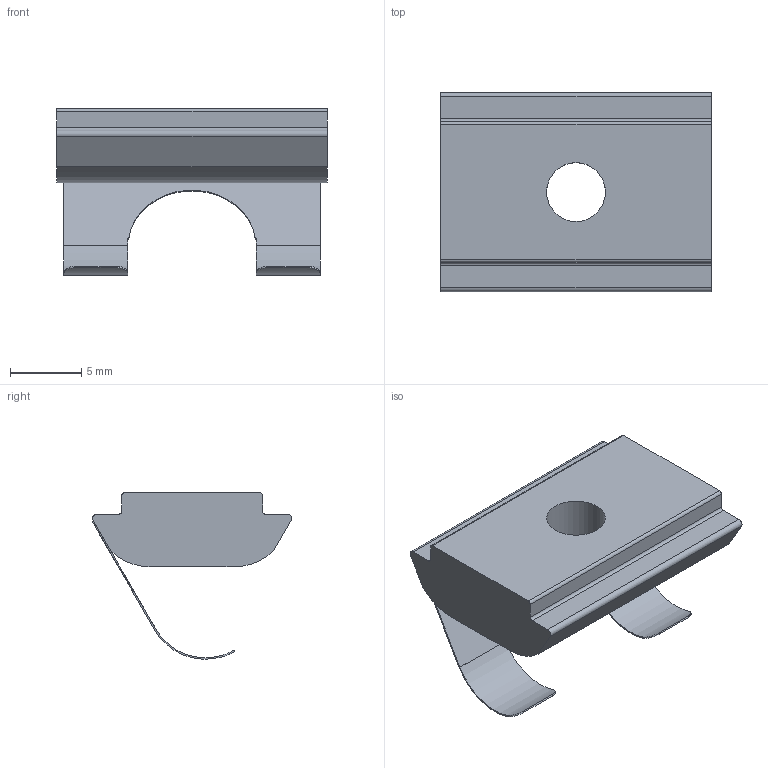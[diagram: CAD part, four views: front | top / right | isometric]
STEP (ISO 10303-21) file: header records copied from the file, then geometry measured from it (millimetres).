
FILE_DESCRIPTION(/* description */ ('STEP AP214'),/* implementation_level */ '2;1');
FILE_NAME(/* name */ '096165F',/* time_stamp */ '2022-09-01T14:07:36+02:00',/* author */ ('License CC BY-ND 4.0'),/* organization */ ('CADENAS'),/* preprocessor_version */ 'ST-DEVELOPER v18.102',/* originating_system */ 'PARTsolutions',/* authorisation */ ' ');
FILE_SCHEMA (('AUTOMOTIVE_DESIGN {1 0 10303 214 3 1 1}'));
Length unit declared in the file: millimetre
Products named in the file (1): 096165F
Bounding box: 19 x 14.02 x 11.7 mm (x, y, z)
Volume: 1069.7 mm3; surface area: 1097.2 mm2
Topology: 1 solids, 1 shells, 41 faces, 117 edges, 78 vertices
Faces by surface type: plane 23, cylinder 18
Full cylindrical faces by diameter (mm): 4.134 x1
Entity records: 1665 total; most frequent: CARTESIAN_POINT 260, ORIENTED_EDGE 232, DIRECTION 228, EDGE_CURVE 116, VERTEX_POINT 78, AXIS2_PLACEMENT_3D 78, LINE 72, VECTOR 72
